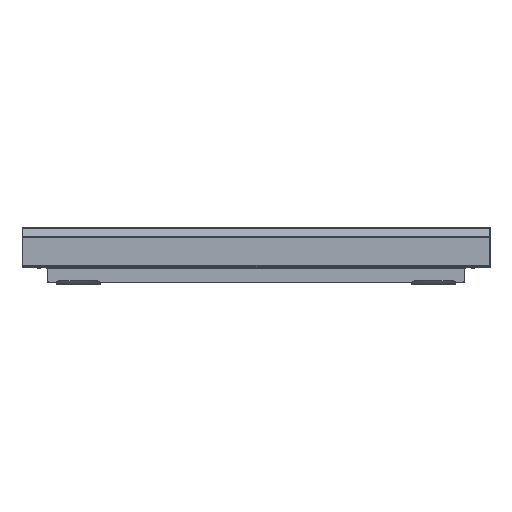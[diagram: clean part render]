
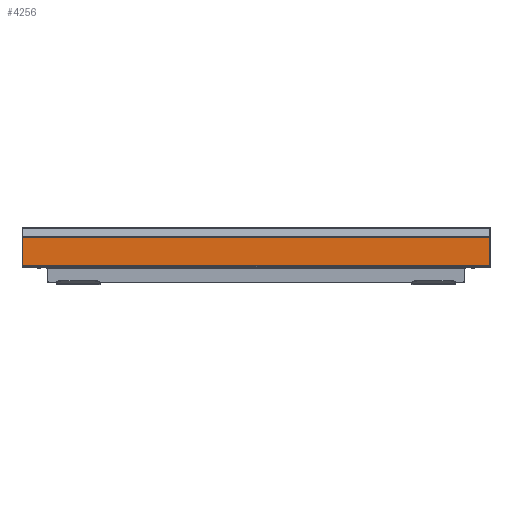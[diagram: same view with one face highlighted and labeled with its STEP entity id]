
A CAD part, top view. The second image highlights one B-rep face of the part: STEP entity #4256.
In plain terms, the highlighted planar face has unit normal (0, 0, 1).
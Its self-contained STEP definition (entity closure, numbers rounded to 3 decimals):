
#896 = ORIENTED_EDGE ( 'NONE', *, *, #10346, .F. ) ;
#1024 = DIRECTION ( 'NONE',  ( 0., 0., 1. ) ) ;
#2621 = CARTESIAN_POINT ( 'NONE',  ( 427.5, -19.054, 343. ) ) ;
#4256 = ADVANCED_FACE ( 'NONE', ( #4896 ), #4810, .T. ) ;
#4275 = CARTESIAN_POINT ( 'NONE',  ( 427.5, -19.054, 343. ) ) ;
#4298 = LINE ( 'NONE', #13967, #14632 ) ;
#4810 = PLANE ( 'NONE',  #12643 ) ;
#4896 = FACE_OUTER_BOUND ( 'NONE', #10960, .T. ) ;
#5884 = CARTESIAN_POINT ( 'NONE',  ( -427.5, -19.054, 343. ) ) ;
#6449 = DIRECTION ( 'NONE',  ( 0., -1., 0. ) ) ;
#6874 = EDGE_CURVE ( 'NONE', #7953, #7887, #7583, .T. ) ;
#7019 = VECTOR ( 'NONE', #13463, 1000. ) ;
#7260 = DIRECTION ( 'NONE',  ( 0., -1., 0. ) ) ;
#7274 = CARTESIAN_POINT ( 'NONE',  ( -427.5, -69.906, 343. ) ) ;
#7583 = LINE ( 'NONE', #2621, #7968 ) ;
#7887 = VERTEX_POINT ( 'NONE', #11322 ) ;
#7953 = VERTEX_POINT ( 'NONE', #4275 ) ;
#7968 = VECTOR ( 'NONE', #12421, 1000. ) ;
#8714 = EDGE_CURVE ( 'NONE', #11764, #11937, #4298, .T. ) ;
#8980 = CARTESIAN_POINT ( 'NONE',  ( -427.5, -19.054, 343. ) ) ;
#9386 = EDGE_CURVE ( 'NONE', #11937, #7887, #10922, .T. ) ;
#9795 = VECTOR ( 'NONE', #14060, 1000. ) ;
#10341 = ORIENTED_EDGE ( 'NONE', *, *, #8714, .T. ) ;
#10346 = EDGE_CURVE ( 'NONE', #11764, #7953, #10409, .T. ) ;
#10409 = LINE ( 'NONE', #8980, #9795 ) ;
#10796 = ORIENTED_EDGE ( 'NONE', *, *, #6874, .F. ) ;
#10922 = LINE ( 'NONE', #7274, #7019 ) ;
#10960 = EDGE_LOOP ( 'NONE', ( #11225, #10796, #896, #10341 ) ) ;
#11225 = ORIENTED_EDGE ( 'NONE', *, *, #9386, .T. ) ;
#11322 = CARTESIAN_POINT ( 'NONE',  ( 427.5, -69.906, 343. ) ) ;
#11764 = VERTEX_POINT ( 'NONE', #5884 ) ;
#11937 = VERTEX_POINT ( 'NONE', #12005 ) ;
#12005 = CARTESIAN_POINT ( 'NONE',  ( -427.5, -69.906, 343. ) ) ;
#12421 = DIRECTION ( 'NONE',  ( 0., -1., 0. ) ) ;
#12643 = AXIS2_PLACEMENT_3D ( 'NONE', #13372, #1024, #7260 ) ;
#13372 = CARTESIAN_POINT ( 'NONE',  ( -427.5, -19.054, 343. ) ) ;
#13463 = DIRECTION ( 'NONE',  ( 1., 0., 0. ) ) ;
#13967 = CARTESIAN_POINT ( 'NONE',  ( -427.5, -19.054, 343. ) ) ;
#14060 = DIRECTION ( 'NONE',  ( 1., 0., 0. ) ) ;
#14632 = VECTOR ( 'NONE', #6449, 1000. ) ;
